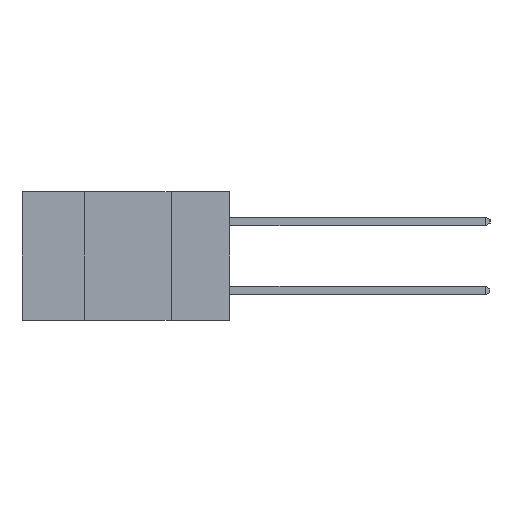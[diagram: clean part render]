
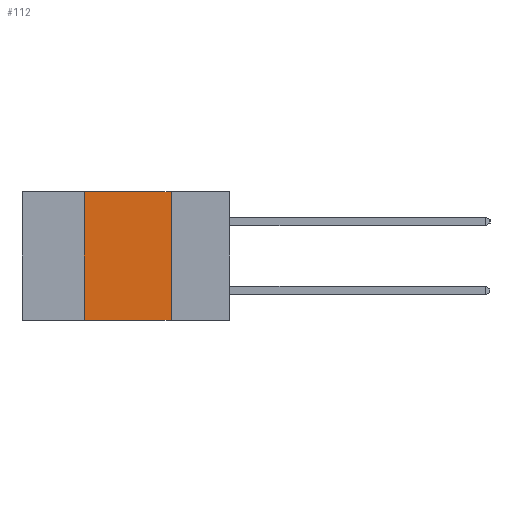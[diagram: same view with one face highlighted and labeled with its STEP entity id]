
A CAD part, left-side view. The second image highlights one B-rep face of the part: STEP entity #112.
In plain terms, the highlighted planar face has unit normal (-1, 0, 0).
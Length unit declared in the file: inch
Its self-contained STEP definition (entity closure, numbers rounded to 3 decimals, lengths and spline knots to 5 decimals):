
#112 = ADVANCED_FACE ( 'NONE', ( #7165 ), #4575, .F. ) ;
#135 = EDGE_CURVE ( 'NONE', #335, #5262, #1540, .T. ) ;
#174 = EDGE_CURVE ( 'NONE', #335, #6584, #6764, .T. ) ;
#196 = EDGE_CURVE ( 'NONE', #8014, #5262, #6539, .T. ) ;
#269 = VECTOR ( 'NONE', #1091, 39.37008 ) ;
#335 = VERTEX_POINT ( 'NONE', #1549 ) ;
#387 = ORIENTED_EDGE ( 'NONE', *, *, #196, .F. ) ;
#570 = VECTOR ( 'NONE', #3934, 39.37008 ) ;
#810 = CARTESIAN_POINT ( 'NONE',  ( 0., 0.17, 0. ) ) ;
#868 = ORIENTED_EDGE ( 'NONE', *, *, #174, .F. ) ;
#1091 = DIRECTION ( 'NONE',  ( 0., -1., 0. ) ) ;
#1478 = ORIENTED_EDGE ( 'NONE', *, *, #135, .T. ) ;
#1540 = LINE ( 'NONE', #4313, #5150 ) ;
#1549 = CARTESIAN_POINT ( 'NONE',  ( 0., 0.42, -0.37 ) ) ;
#2594 = EDGE_CURVE ( 'NONE', #6584, #8014, #6306, .T. ) ;
#3109 = ORIENTED_EDGE ( 'NONE', *, *, #2594, .F. ) ;
#3370 = CARTESIAN_POINT ( 'NONE',  ( 0., 0.6, 0. ) ) ;
#3779 = EDGE_LOOP ( 'NONE', ( #387, #3109, #868, #1478 ) ) ;
#3897 = CARTESIAN_POINT ( 'NONE',  ( 0., 0.17, 0. ) ) ;
#3934 = DIRECTION ( 'NONE',  ( 0., 0., -1. ) ) ;
#3952 = CARTESIAN_POINT ( 'NONE',  ( 0., 0.42, 0. ) ) ;
#3996 = DIRECTION ( 'NONE',  ( 0., 0., 1. ) ) ;
#4210 = CARTESIAN_POINT ( 'NONE',  ( 0., 0.42, 0. ) ) ;
#4218 = DIRECTION ( 'NONE',  ( 0., -1., 0. ) ) ;
#4313 = CARTESIAN_POINT ( 'NONE',  ( 0., 0.6, -0.37 ) ) ;
#4500 = DIRECTION ( 'NONE',  ( 0., 0., -1. ) ) ;
#4508 = DIRECTION ( 'NONE',  ( 1., 0., 0. ) ) ;
#4544 = CARTESIAN_POINT ( 'NONE',  ( 0., 0.6, 0. ) ) ;
#4575 = PLANE ( 'NONE',  #6263 ) ;
#4679 = VECTOR ( 'NONE', #3996, 39.37008 ) ;
#5150 = VECTOR ( 'NONE', #4218, 39.37008 ) ;
#5262 = VERTEX_POINT ( 'NONE', #6661 ) ;
#6263 = AXIS2_PLACEMENT_3D ( 'NONE', #4544, #4508, #4500 ) ;
#6306 = LINE ( 'NONE', #3370, #269 ) ;
#6539 = LINE ( 'NONE', #3897, #570 ) ;
#6584 = VERTEX_POINT ( 'NONE', #4210 ) ;
#6661 = CARTESIAN_POINT ( 'NONE',  ( 0., 0.17, -0.37 ) ) ;
#6764 = LINE ( 'NONE', #3952, #4679 ) ;
#7165 = FACE_OUTER_BOUND ( 'NONE', #3779, .T. ) ;
#8014 = VERTEX_POINT ( 'NONE', #810 ) ;
